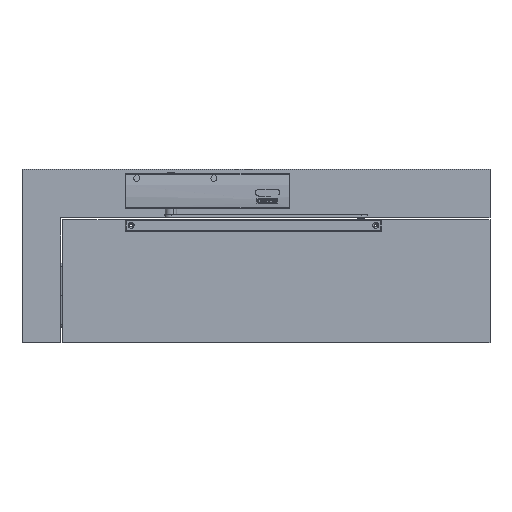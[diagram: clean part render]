
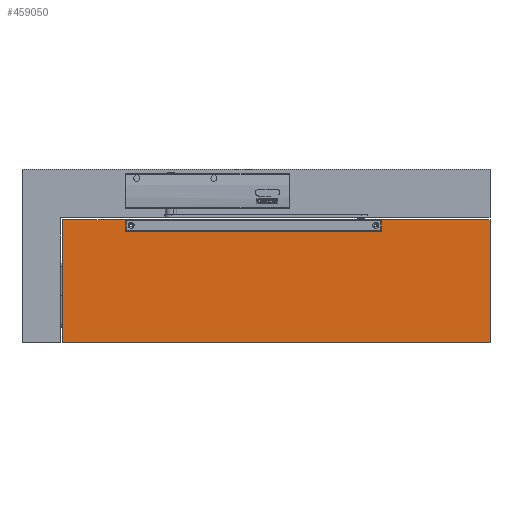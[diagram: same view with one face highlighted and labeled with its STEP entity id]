
A CAD part, top view. The second image highlights one B-rep face of the part: STEP entity #459050.
In plain terms, the highlighted planar face has unit normal (0, 0, 1).
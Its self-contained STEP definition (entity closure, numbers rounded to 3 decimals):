
#457190=CARTESIAN_POINT('',(-20.458,-177.402,
-322.5));
#457200=DIRECTION('',(-1.,0.,0.));
#457210=VECTOR('',#457200,1.);
#457220=LINE('',#457190,#457210);
#457230=CARTESIAN_POINT('',(538.042,-177.402,
-322.5));
#457240=VERTEX_POINT('',#457230);
#457250=CARTESIAN_POINT('',(-210.458,-177.402,
-322.5));
#457260=VERTEX_POINT('',#457250);
#457270=EDGE_CURVE('',#457240,#457260,#457220,.T.);
#458470=CARTESIAN_POINT('',(-20.458,222.598,
-322.5));
#458480=DIRECTION('',(-0.,0.,1.));
#458490=DIRECTION('',(0.,-1.,0.));
#458500=AXIS2_PLACEMENT_3D('',#458470,#458480,#458490);
#458510=PLANE('',#458500);
#458520=CARTESIAN_POINT('',(-100.458,44.548,
-322.5));
#458530=DIRECTION('',(0.,-1.,0.));
#458540=VECTOR('',#458530,1.);
#458550=LINE('',#458520,#458540);
#458560=CARTESIAN_POINT('',(-100.458,37.998,
-322.5));
#458570=VERTEX_POINT('',#458560);
#458580=CARTESIAN_POINT('',(-100.458,17.298,
-322.5));
#458590=VERTEX_POINT('',#458580);
#458600=EDGE_CURVE('',#458570,#458590,#458550,.T.);
#458610=ORIENTED_EDGE('',*,*,#458600,.F.);
#458620=CARTESIAN_POINT('',(-20.458,17.298,
-322.5));
#458630=DIRECTION('',(1.,-0.,0.));
#458640=VECTOR('',#458630,1.);
#458650=LINE('',#458620,#458640);
#458660=CARTESIAN_POINT('',(348.042,17.298,
-322.5));
#458670=VERTEX_POINT('',#458660);
#458680=EDGE_CURVE('',#458590,#458670,#458650,.T.);
#458690=ORIENTED_EDGE('',*,*,#458680,.F.);
#458700=CARTESIAN_POINT('',(348.042,44.548,
-322.5));
#458710=DIRECTION('',(0.,1.,0.));
#458720=VECTOR('',#458710,1.);
#458730=LINE('',#458700,#458720);
#458740=CARTESIAN_POINT('',(348.042,37.998,
-322.5));
#458750=VERTEX_POINT('',#458740);
#458760=EDGE_CURVE('',#458670,#458750,#458730,.T.);
#458770=ORIENTED_EDGE('',*,*,#458760,.F.);
#458780=CARTESIAN_POINT('',(-20.458,37.998,
-322.5));
#458790=DIRECTION('',(-1.,0.,0.));
#458800=VECTOR('',#458790,1.);
#458810=LINE('',#458780,#458800);
#458820=CARTESIAN_POINT('',(538.042,37.998,
-322.5));
#458830=VERTEX_POINT('',#458820);
#458840=EDGE_CURVE('',#458830,#458750,#458810,.T.);
#458850=ORIENTED_EDGE('',*,*,#458840,.T.);
#458860=CARTESIAN_POINT('',(538.042,44.548,
-322.5));
#458870=DIRECTION('',(0.,1.,0.));
#458880=VECTOR('',#458870,1.);
#458890=LINE('',#458860,#458880);
#458900=EDGE_CURVE('',#457240,#458830,#458890,.T.);
#458910=ORIENTED_EDGE('',*,*,#458900,.T.);
#458920=ORIENTED_EDGE('',*,*,#457270,.F.);
#458930=CARTESIAN_POINT('',(-210.458,44.548,
-322.5));
#458940=DIRECTION('',(0.,-1.,0.));
#458950=VECTOR('',#458940,1.);
#458960=LINE('',#458930,#458950);
#458970=CARTESIAN_POINT('',(-210.458,37.998,
-322.5));
#458980=VERTEX_POINT('',#458970);
#458990=EDGE_CURVE('',#458980,#457260,#458960,.T.);
#459000=ORIENTED_EDGE('',*,*,#458990,.T.);
#459010=EDGE_CURVE('',#458570,#458980,#458810,.T.);
#459020=ORIENTED_EDGE('',*,*,#459010,.T.);
#459030=EDGE_LOOP('',(#459020,#459000,#458920,#458910,#458850,#458770,
#458690,#458610));
#459040=FACE_OUTER_BOUND('',#459030,.T.);
#459050=ADVANCED_FACE('',(#459040),#458510,.T.);
